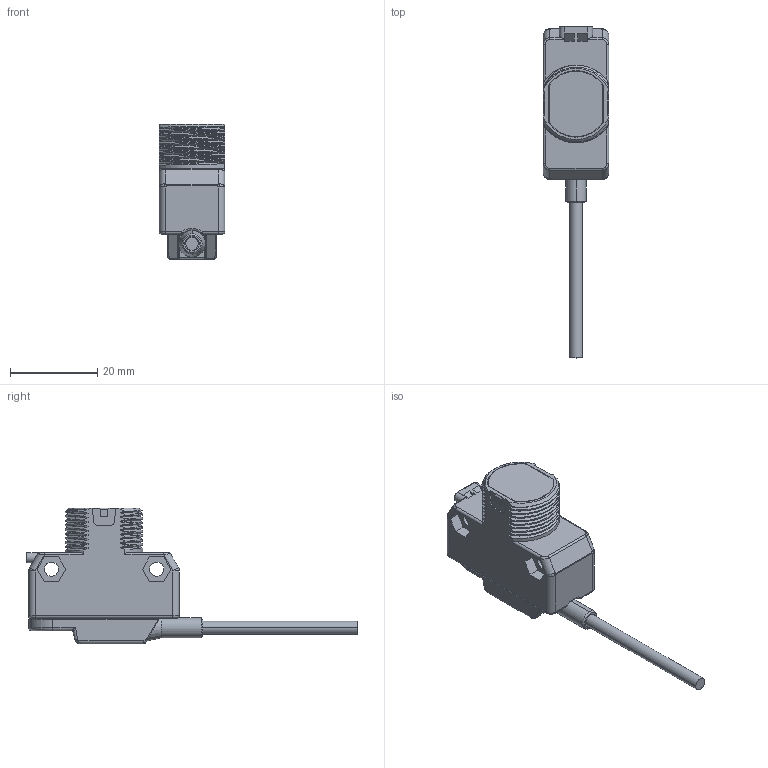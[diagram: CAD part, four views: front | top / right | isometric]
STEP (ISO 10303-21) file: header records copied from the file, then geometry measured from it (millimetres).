
FILE_DESCRIPTION((''),'2;1');
FILE_NAME('139467_SW','2008-05-07T',('banengservice'),('BANNER ENGINEERING'),'PRO/ENGINEER BY PARAMETRIC TECHNOLOGY CORPORATION, 2006170','PRO/ENGINEER BY PARAMETRIC TECHNOLOGY CORPORATION, 2006170','');
FILE_SCHEMA(('CONFIG_CONTROL_DESIGN'));
Length unit declared in the file: inch
Products named in the file (1): 139467_SW
Bounding box: 15 x 76.01 x 31.1 mm (x, y, z)
Volume: 6322.5 mm3; surface area: 8341.2 mm2
Topology: 2 solids, 2 shells, 739 faces, 1860 edges, 1152 vertices
Faces by surface type: plane 313, cylinder 226, bspline 117, torus 52, cone 19, sphere 10, revolution 2
Entity records: 28693 total; most frequent: CARTESIAN_POINT 11648, ORIENTED_EDGE 3712, DIRECTION 3271, EDGE_CURVE 1856, VERTEX_POINT 1152, AXIS2_PLACEMENT_3D 1111, VECTOR 1047, LINE 1047
